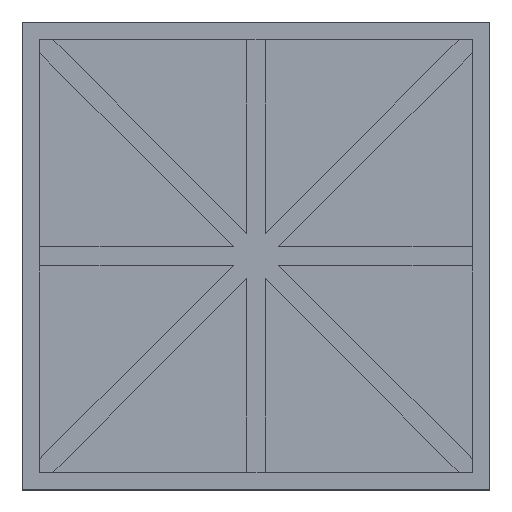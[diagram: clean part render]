
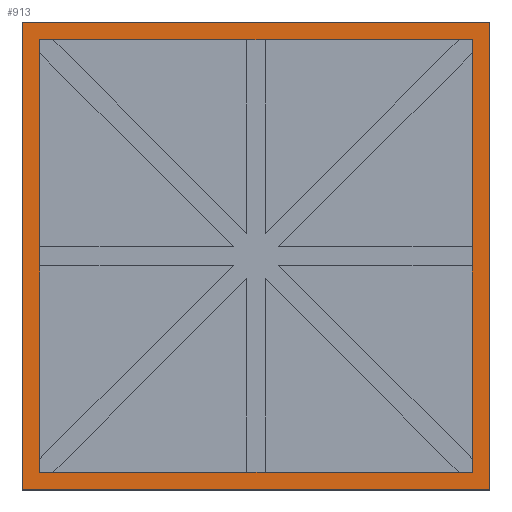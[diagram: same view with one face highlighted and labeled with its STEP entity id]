
A CAD part, top view. The second image highlights one B-rep face of the part: STEP entity #913.
In plain terms, the highlighted planar face has unit normal (0, 0, 1).
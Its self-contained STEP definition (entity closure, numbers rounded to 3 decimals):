
#152 = FACE_OUTER_BOUND ( 'NONE', #555, .T. ) ;
#154 = FACE_BOUND ( 'NONE', #516, .T. ) ;
#199 = ORIENTED_EDGE ( 'NONE', *, *, #1365, .F. ) ;
#212 = ORIENTED_EDGE ( 'NONE', *, *, #1355, .T. ) ;
#215 = ORIENTED_EDGE ( 'NONE', *, *, #1353, .F. ) ;
#221 = ORIENTED_EDGE ( 'NONE', *, *, #1465, .T. ) ;
#226 = ORIENTED_EDGE ( 'NONE', *, *, #1497, .T. ) ;
#233 = ORIENTED_EDGE ( 'NONE', *, *, #1375, .F. ) ;
#239 = ORIENTED_EDGE ( 'NONE', *, *, #1341, .F. ) ;
#273 = ORIENTED_EDGE ( 'NONE', *, *, #1491, .T. ) ;
#516 = EDGE_LOOP ( 'NONE', ( #233, #199, #239, #215 ) ) ;
#555 = EDGE_LOOP ( 'NONE', ( #273, #221, #226, #212 ) ) ;
#698 = CARTESIAN_POINT ( 'NONE',  ( 250.825, 250.825, 19.05 ) ) ;
#712 = DIRECTION ( 'NONE',  ( -1., 0., 0. ) ) ;
#727 = DIRECTION ( 'NONE',  ( 0., 0., -1. ) ) ;
#736 = PLANE ( 'NONE',  #1539 ) ;
#804 = CARTESIAN_POINT ( 'NONE',  ( 231.775, -231.775, 19.05 ) ) ;
#813 = DIRECTION ( 'NONE',  ( 0., 1., 0. ) ) ;
#913 = ADVANCED_FACE ( 'NONE', ( #154, #152 ), #736, .F. ) ;
#1038 = VECTOR ( 'NONE', #1719, 1000. ) ;
#1047 = VECTOR ( 'NONE', #1723, 1000. ) ;
#1048 = LINE ( 'NONE', #1725, #1038 ) ;
#1051 = LINE ( 'NONE', #1718, #1047 ) ;
#1071 = CARTESIAN_POINT ( 'NONE',  ( 250.825, 250.825, 19.05 ) ) ;
#1096 = CARTESIAN_POINT ( 'NONE',  ( 231.775, 231.775, 19.05 ) ) ;
#1097 = DIRECTION ( 'NONE',  ( -1., 0., 0. ) ) ;
#1100 = CARTESIAN_POINT ( 'NONE',  ( -250.825, -250.825, 19.05 ) ) ;
#1101 = DIRECTION ( 'NONE',  ( 1., 0., 0. ) ) ;
#1120 = CARTESIAN_POINT ( 'NONE',  ( -231.775, -231.775, 19.05 ) ) ;
#1121 = DIRECTION ( 'NONE',  ( 1., 0., 0. ) ) ;
#1123 = CARTESIAN_POINT ( 'NONE',  ( -231.775, 231.775, 19.05 ) ) ;
#1124 = DIRECTION ( 'NONE',  ( 0., -1., 0. ) ) ;
#1136 = LINE ( 'NONE', #2043, #1167 ) ;
#1167 = VECTOR ( 'NONE', #2041, 1000. ) ;
#1183 = LINE ( 'NONE', #1123, #1220 ) ;
#1220 = VECTOR ( 'NONE', #1124, 1000. ) ;
#1236 = LINE ( 'NONE', #1096, #1238 ) ;
#1238 = VECTOR ( 'NONE', #1097, 1000. ) ;
#1241 = LINE ( 'NONE', #1100, #1242 ) ;
#1242 = VECTOR ( 'NONE', #1101, 1000. ) ;
#1257 = LINE ( 'NONE', #1120, #1264 ) ;
#1264 = VECTOR ( 'NONE', #1121, 1000. ) ;
#1273 = LINE ( 'NONE', #804, #1277 ) ;
#1277 = VECTOR ( 'NONE', #813, 1000. ) ;
#1341 = EDGE_CURVE ( 'NONE', #1810, #1792, #1183, .T. ) ;
#1353 = EDGE_CURVE ( 'NONE', #1808, #1810, #1236, .T. ) ;
#1355 = EDGE_CURVE ( 'NONE', #1790, #1891, #1241, .T. ) ;
#1365 = EDGE_CURVE ( 'NONE', #1792, #1807, #1257, .T. ) ;
#1375 = EDGE_CURVE ( 'NONE', #1807, #1808, #1273, .T. ) ;
#1465 = EDGE_CURVE ( 'NONE', #1845, #1793, #1136, .T. ) ;
#1491 = EDGE_CURVE ( 'NONE', #1891, #1845, #1048, .T. ) ;
#1497 = EDGE_CURVE ( 'NONE', #1793, #1790, #1051, .T. ) ;
#1539 = AXIS2_PLACEMENT_3D ( 'NONE', #698, #727, #712 ) ;
#1591 = CARTESIAN_POINT ( 'NONE',  ( 250.825, -250.825, 19.05 ) ) ;
#1657 = CARTESIAN_POINT ( 'NONE',  ( 231.775, 231.775, 19.05 ) ) ;
#1664 = CARTESIAN_POINT ( 'NONE',  ( -250.825, -250.825, 19.05 ) ) ;
#1666 = CARTESIAN_POINT ( 'NONE',  ( -250.825, 250.825, 19.05 ) ) ;
#1670 = CARTESIAN_POINT ( 'NONE',  ( -231.775, 231.775, 19.05 ) ) ;
#1679 = CARTESIAN_POINT ( 'NONE',  ( -231.775, -231.775, 19.05 ) ) ;
#1690 = CARTESIAN_POINT ( 'NONE',  ( 231.775, -231.775, 19.05 ) ) ;
#1718 = CARTESIAN_POINT ( 'NONE',  ( -250.825, -250.825, 19.05 ) ) ;
#1719 = DIRECTION ( 'NONE',  ( 0., 1., 0. ) ) ;
#1723 = DIRECTION ( 'NONE',  ( 0., -1., 0. ) ) ;
#1725 = CARTESIAN_POINT ( 'NONE',  ( 250.825, -250.825, 19.05 ) ) ;
#1790 = VERTEX_POINT ( 'NONE', #1664 ) ;
#1792 = VERTEX_POINT ( 'NONE', #1679 ) ;
#1793 = VERTEX_POINT ( 'NONE', #1666 ) ;
#1807 = VERTEX_POINT ( 'NONE', #1690 ) ;
#1808 = VERTEX_POINT ( 'NONE', #1657 ) ;
#1810 = VERTEX_POINT ( 'NONE', #1670 ) ;
#1845 = VERTEX_POINT ( 'NONE', #1071 ) ;
#1891 = VERTEX_POINT ( 'NONE', #1591 ) ;
#2041 = DIRECTION ( 'NONE',  ( -1., 0., 0. ) ) ;
#2043 = CARTESIAN_POINT ( 'NONE',  ( -250.825, 250.825, 19.05 ) ) ;
